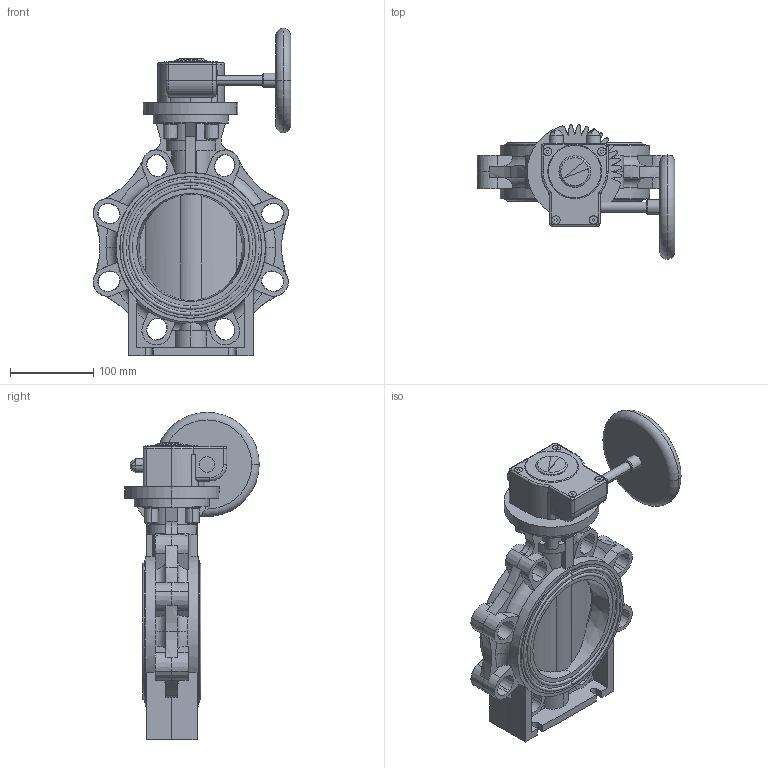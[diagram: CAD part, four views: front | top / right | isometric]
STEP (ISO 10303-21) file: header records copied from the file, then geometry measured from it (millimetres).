
FILE_DESCRIPTION(('STEP AP214'),'1');
FILE_NAME('cctmp_E45C1B68-59D0-4FF6-BF80-C4B8CA7C27FC_2021_10_25_11_28_38_0766..stp','2021-10-25T09:28:39',('Praher Valves GmbH'),('CADClick - www.CADClick.com'),'Spatial InterOp 3D',' ','unknown authorization');
FILE_SCHEMA(('AUTOMOTIVE_DESIGN'));
Length unit declared in the file: millimetre
Products named in the file (3): cc_unnamed; 128762_1; 128762
Assembly tree (2 placements, depth 2):
  cc_unnamed
    128762_1
    128762
Bounding box: 237.3 x 161.38 x 393.1 mm (x, y, z)
Volume: 2072118.1 mm3; surface area: 336311.7 mm2
Topology: 5 solids, 168 shells, 746 faces, 2302 edges, 1740 vertices
Faces by surface type: plane 347, cylinder 173, cone 160, torus 65, bspline 1
Entity records: 32745 total; most frequent: CARTESIAN_POINT 5876, DIRECTION 4618, ORIENTED_EDGE 3854, EDGE_CURVE 2294, VERTEX_POINT 1740, AXIS2_PLACEMENT_3D 1730, LINE 1158, VECTOR 1158
